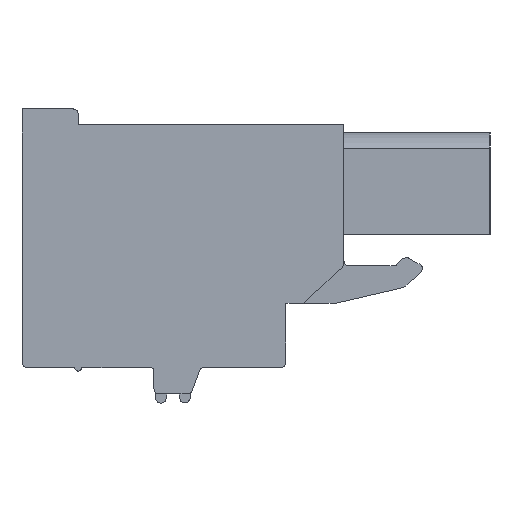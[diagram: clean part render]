
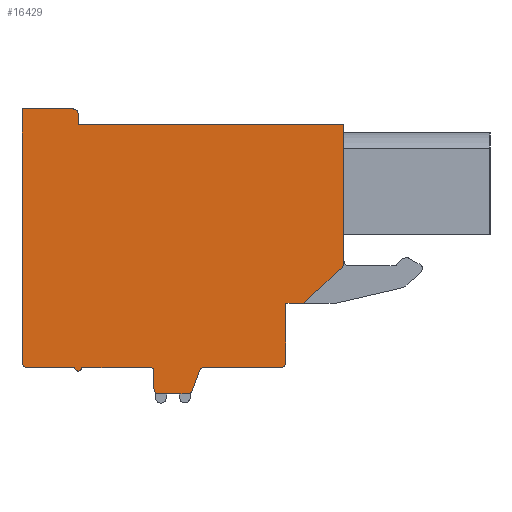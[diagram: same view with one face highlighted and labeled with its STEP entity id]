
A CAD part, left-side view. The second image highlights one B-rep face of the part: STEP entity #16429.
In plain terms, the highlighted planar face has unit normal (-1, 0, 0).
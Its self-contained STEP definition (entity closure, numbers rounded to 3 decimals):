
#643=DIRECTION('',(0.,0.,1.));
#644=VECTOR('',#643,7.87);
#645=CARTESIAN_POINT('',(-76.82,-5.66,-0.91));
#646=LINE('',#645,#644);
#2982=CARTESIAN_POINT('',(-76.82,-5.36,-0.91));
#2983=DIRECTION('',(1.,0.,0.));
#2984=DIRECTION('',(0.,-1.,0.));
#2985=AXIS2_PLACEMENT_3D('',#2982,#2983,#2984);
#2987=DIRECTION('',(0.,0.731,-0.683));
#2988=VECTOR('',#2987,3.018);
#2989=CARTESIAN_POINT('',(-76.82,-5.565,-1.129));
#2990=LINE('',#2989,#2988);
#2991=DIRECTION('',(0.,1.,0.));
#2992=VECTOR('',#2991,1.);
#2993=CARTESIAN_POINT('',(-76.82,-3.36,-3.19));
#2994=LINE('',#2993,#2992);
#2995=DIRECTION('',(0.,0.,-1.));
#2996=VECTOR('',#2995,3.35);
#2997=CARTESIAN_POINT('',(-76.82,-2.36,-3.19));
#2998=LINE('',#2997,#2996);
#2999=CARTESIAN_POINT('',(-76.82,-2.06,-6.54));
#3000=DIRECTION('',(1.,0.,0.));
#3001=DIRECTION('',(0.,-1.,0.));
#3002=AXIS2_PLACEMENT_3D('',#2999,#3000,#3001);
#3004=DIRECTION('',(0.,1.,0.));
#3005=VECTOR('',#3004,4.34);
#3006=CARTESIAN_POINT('',(-76.82,-2.06,-6.84));
#3007=LINE('',#3006,#3005);
#3008=CARTESIAN_POINT('',(-76.82,2.28,-7.14));
#3009=DIRECTION('',(-1.,0.,0.));
#3010=DIRECTION('',(0.,0.,1.));
#3011=AXIS2_PLACEMENT_3D('',#3008,#3009,#3010);
#3013=DIRECTION('',(0.,0.345,-0.939));
#3014=VECTOR('',#3013,1.179);
#3015=CARTESIAN_POINT('',(-76.82,2.562,-7.037));
#3016=LINE('',#3015,#3014);
#3017=CARTESIAN_POINT('',(-76.82,3.25,-8.04));
#3018=DIRECTION('',(1.,0.,0.));
#3019=DIRECTION('',(0.,-0.939,-0.345));
#3020=AXIS2_PLACEMENT_3D('',#3017,#3018,#3019);
#3022=DIRECTION('',(0.,1.,0.));
#3023=VECTOR('',#3022,1.59);
#3024=CARTESIAN_POINT('',(-76.82,3.25,-8.34));
#3025=LINE('',#3024,#3023);
#3026=CARTESIAN_POINT('',(-76.82,4.84,-8.04));
#3027=DIRECTION('',(1.,0.,0.));
#3028=DIRECTION('',(0.,0.,-1.));
#3029=AXIS2_PLACEMENT_3D('',#3026,#3027,#3028);
#3031=DIRECTION('',(0.,0.,1.));
#3032=VECTOR('',#3031,1.);
#3033=CARTESIAN_POINT('',(-76.82,5.14,-8.04));
#3034=LINE('',#3033,#3032);
#3035=CARTESIAN_POINT('',(-76.82,5.34,-7.04));
#3036=DIRECTION('',(-1.,0.,0.));
#3037=DIRECTION('',(0.,-1.,0.));
#3038=AXIS2_PLACEMENT_3D('',#3035,#3036,#3037);
#3040=DIRECTION('',(0.,1.,0.));
#3041=VECTOR('',#3040,3.9);
#3042=CARTESIAN_POINT('',(-76.82,5.34,-6.84));
#3043=LINE('',#3042,#3041);
#3044=CARTESIAN_POINT('',(-76.82,9.44,-6.84));
#3045=DIRECTION('',(1.,0.,0.));
#3046=DIRECTION('',(0.,-1.,0.));
#3047=AXIS2_PLACEMENT_3D('',#3044,#3045,#3046);
#3049=DIRECTION('',(0.,1.,0.));
#3050=VECTOR('',#3049,2.7);
#3051=CARTESIAN_POINT('',(-76.82,9.64,-6.84));
#3052=LINE('',#3051,#3050);
#3053=CARTESIAN_POINT('',(-76.82,12.34,-6.54));
#3054=DIRECTION('',(1.,0.,0.));
#3055=DIRECTION('',(0.,0.,-1.));
#3056=AXIS2_PLACEMENT_3D('',#3053,#3054,#3055);
#3058=DIRECTION('',(0.,0.,1.));
#3059=VECTOR('',#3058,14.4);
#3060=CARTESIAN_POINT('',(-76.82,12.64,-6.54));
#3061=LINE('',#3060,#3059);
#3062=DIRECTION('',(0.,-1.,0.));
#3063=VECTOR('',#3062,2.9);
#3064=CARTESIAN_POINT('',(-76.82,12.64,7.86));
#3065=LINE('',#3064,#3063);
#3066=CARTESIAN_POINT('',(-76.82,9.74,7.56));
#3067=DIRECTION('',(1.,0.,0.));
#3068=DIRECTION('',(0.,0.,1.));
#3069=AXIS2_PLACEMENT_3D('',#3066,#3067,#3068);
#3071=DIRECTION('',(0.,0.,-1.));
#3072=VECTOR('',#3071,0.6);
#3073=CARTESIAN_POINT('',(-76.82,9.44,7.56));
#3074=LINE('',#3073,#3072);
#3075=DIRECTION('',(0.,-1.,0.));
#3076=VECTOR('',#3075,15.1);
#3077=CARTESIAN_POINT('',(-76.82,9.44,6.96));
#3078=LINE('',#3077,#3076);
#9367=CARTESIAN_POINT('',(-76.82,9.44,6.96));
#9368=CARTESIAN_POINT('',(-76.82,-5.66,6.96));
#9369=VERTEX_POINT('',#9367);
#9370=VERTEX_POINT('',#9368);
#9371=CARTESIAN_POINT('',(-76.82,-5.66,-0.91));
#9372=CARTESIAN_POINT('',(-76.82,-5.565,-1.129));
#9373=VERTEX_POINT('',#9371);
#9374=VERTEX_POINT('',#9372);
#9375=CARTESIAN_POINT('',(-76.82,-3.36,-3.19));
#9376=VERTEX_POINT('',#9375);
#9377=CARTESIAN_POINT('',(-76.82,-2.36,-3.19));
#9378=VERTEX_POINT('',#9377);
#9379=CARTESIAN_POINT('',(-76.82,-2.36,-6.54));
#9380=VERTEX_POINT('',#9379);
#9381=CARTESIAN_POINT('',(-76.82,-2.06,-6.84));
#9382=VERTEX_POINT('',#9381);
#9383=CARTESIAN_POINT('',(-76.82,2.28,-6.84));
#9384=VERTEX_POINT('',#9383);
#9385=CARTESIAN_POINT('',(-76.82,2.562,-7.037));
#9386=VERTEX_POINT('',#9385);
#9387=CARTESIAN_POINT('',(-76.82,2.968,-8.143));
#9388=VERTEX_POINT('',#9387);
#9389=CARTESIAN_POINT('',(-76.82,3.25,-8.34));
#9390=VERTEX_POINT('',#9389);
#9391=CARTESIAN_POINT('',(-76.82,4.84,-8.34));
#9392=VERTEX_POINT('',#9391);
#9393=CARTESIAN_POINT('',(-76.82,5.14,-8.04));
#9394=VERTEX_POINT('',#9393);
#9395=CARTESIAN_POINT('',(-76.82,5.14,-7.04));
#9396=VERTEX_POINT('',#9395);
#9397=CARTESIAN_POINT('',(-76.82,5.34,-6.84));
#9398=VERTEX_POINT('',#9397);
#9399=CARTESIAN_POINT('',(-76.82,9.24,-6.84));
#9400=VERTEX_POINT('',#9399);
#9401=CARTESIAN_POINT('',(-76.82,9.64,-6.84));
#9402=VERTEX_POINT('',#9401);
#9403=CARTESIAN_POINT('',(-76.82,12.34,-6.84));
#9404=VERTEX_POINT('',#9403);
#9405=CARTESIAN_POINT('',(-76.82,12.64,-6.54));
#9406=VERTEX_POINT('',#9405);
#9407=CARTESIAN_POINT('',(-76.82,12.64,7.86));
#9408=VERTEX_POINT('',#9407);
#9409=CARTESIAN_POINT('',(-76.82,9.74,7.86));
#9410=VERTEX_POINT('',#9409);
#9411=CARTESIAN_POINT('',(-76.82,9.44,7.56));
#9412=VERTEX_POINT('',#9411);
#16380=CARTESIAN_POINT('',(-76.82,0.,0.));
#16381=DIRECTION('',(1.,0.,0.));
#16382=DIRECTION('',(0.,-1.,0.));
#16383=AXIS2_PLACEMENT_3D('',#16380,#16381,#16382);
#16384=PLANE('',#16383);
#16385=ORIENTED_EDGE('',*,*,#12308,.F.);
#16386=ORIENTED_EDGE('',*,*,#16360,.T.);
#16387=ORIENTED_EDGE('',*,*,#16286,.T.);
#16388=ORIENTED_EDGE('',*,*,#16260,.T.);
#16390=ORIENTED_EDGE('',*,*,#16389,.T.);
#16392=ORIENTED_EDGE('',*,*,#16391,.T.);
#16394=ORIENTED_EDGE('',*,*,#16393,.T.);
#16396=ORIENTED_EDGE('',*,*,#16395,.T.);
#16398=ORIENTED_EDGE('',*,*,#16397,.T.);
#16400=ORIENTED_EDGE('',*,*,#16399,.T.);
#16402=ORIENTED_EDGE('',*,*,#16401,.T.);
#16404=ORIENTED_EDGE('',*,*,#16403,.T.);
#16406=ORIENTED_EDGE('',*,*,#16405,.T.);
#16408=ORIENTED_EDGE('',*,*,#16407,.T.);
#16410=ORIENTED_EDGE('',*,*,#16409,.T.);
#16412=ORIENTED_EDGE('',*,*,#16411,.T.);
#16414=ORIENTED_EDGE('',*,*,#16413,.T.);
#16416=ORIENTED_EDGE('',*,*,#16415,.T.);
#16418=ORIENTED_EDGE('',*,*,#16417,.T.);
#16420=ORIENTED_EDGE('',*,*,#16419,.T.);
#16422=ORIENTED_EDGE('',*,*,#16421,.T.);
#16424=ORIENTED_EDGE('',*,*,#16423,.T.);
#16426=ORIENTED_EDGE('',*,*,#16425,.T.);
#16427=EDGE_LOOP('',(#16385,#16386,#16387,#16388,#16390,#16392,#16394,#16396,
#16398,#16400,#16402,#16404,#16406,#16408,#16410,#16412,#16414,#16416,#16418,
#16420,#16422,#16424,#16426));
#16428=FACE_OUTER_BOUND('',#16427,.F.);
#16429=ADVANCED_FACE('',(#16428),#16384,.F.);
#2986=CIRCLE('',#2985,0.3);
#3003=CIRCLE('',#3002,0.3);
#3012=CIRCLE('',#3011,0.3);
#3021=CIRCLE('',#3020,0.3);
#3030=CIRCLE('',#3029,0.3);
#3039=CIRCLE('',#3038,0.2);
#3048=CIRCLE('',#3047,0.2);
#3057=CIRCLE('',#3056,0.3);
#3070=CIRCLE('',#3069,0.3);
#12308=EDGE_CURVE('',#9373,#9370,#646,.T.);
#16260=EDGE_CURVE('',#9376,#9378,#2994,.T.);
#16286=EDGE_CURVE('',#9374,#9376,#2990,.T.);
#16360=EDGE_CURVE('',#9373,#9374,#2986,.T.);
#16389=EDGE_CURVE('',#9378,#9380,#2998,.T.);
#16391=EDGE_CURVE('',#9380,#9382,#3003,.T.);
#16393=EDGE_CURVE('',#9382,#9384,#3007,.T.);
#16395=EDGE_CURVE('',#9384,#9386,#3012,.T.);
#16397=EDGE_CURVE('',#9386,#9388,#3016,.T.);
#16399=EDGE_CURVE('',#9388,#9390,#3021,.T.);
#16401=EDGE_CURVE('',#9390,#9392,#3025,.T.);
#16403=EDGE_CURVE('',#9392,#9394,#3030,.T.);
#16405=EDGE_CURVE('',#9394,#9396,#3034,.T.);
#16407=EDGE_CURVE('',#9396,#9398,#3039,.T.);
#16409=EDGE_CURVE('',#9398,#9400,#3043,.T.);
#16411=EDGE_CURVE('',#9400,#9402,#3048,.T.);
#16413=EDGE_CURVE('',#9402,#9404,#3052,.T.);
#16415=EDGE_CURVE('',#9404,#9406,#3057,.T.);
#16417=EDGE_CURVE('',#9406,#9408,#3061,.T.);
#16419=EDGE_CURVE('',#9408,#9410,#3065,.T.);
#16421=EDGE_CURVE('',#9410,#9412,#3070,.T.);
#16423=EDGE_CURVE('',#9412,#9369,#3074,.T.);
#16425=EDGE_CURVE('',#9369,#9370,#3078,.T.);
